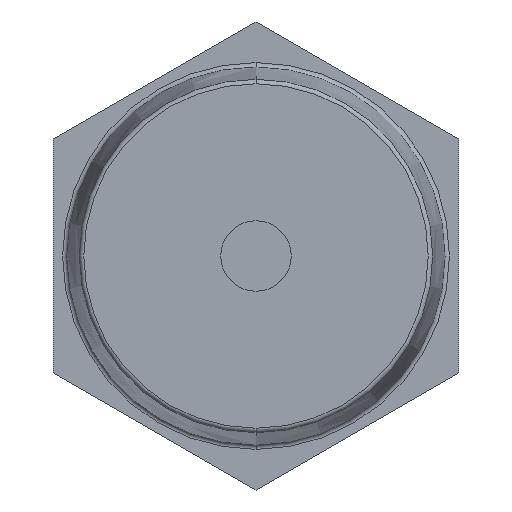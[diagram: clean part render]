
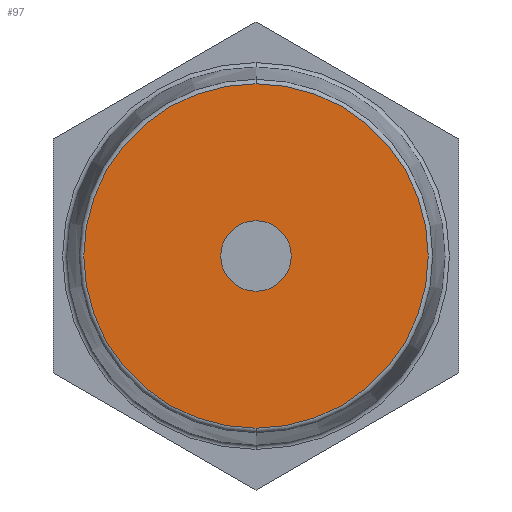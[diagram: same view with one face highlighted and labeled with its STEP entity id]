
A CAD part, front view. The second image highlights one B-rep face of the part: STEP entity #97.
In plain terms, the highlighted planar face has unit normal (0, -1, 0).
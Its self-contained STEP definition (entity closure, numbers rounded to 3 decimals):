
#97=ADVANCED_FACE('',(#151,#152),#153,.F.);
#151=FACE_OUTER_BOUND('',#211,.T.);
#152=FACE_BOUND('',#212,.T.);
#153=PLANE('',#213);
#211=EDGE_LOOP('',(#382,#383));
#212=EDGE_LOOP('',(#384,#385));
#213=AXIS2_PLACEMENT_3D('',#386,#387,#388);
#382=ORIENTED_EDGE('',*,*,#480,.T.);
#383=ORIENTED_EDGE('',*,*,#428,.T.);
#384=ORIENTED_EDGE('',*,*,#479,.T.);
#385=ORIENTED_EDGE('',*,*,#443,.T.);
#386=CARTESIAN_POINT('',(20.0,-20.0,0.0));
#387=DIRECTION('',(0.0,1.0,0.0));
#388=DIRECTION('',(1.0,0.0,-0.0));
#428=EDGE_CURVE('',#490,#491,#492,.T.);
#443=EDGE_CURVE('',#517,#518,#519,.T.);
#479=EDGE_CURVE('',#518,#517,#573,.T.);
#480=EDGE_CURVE('',#491,#490,#574,.T.);
#490=VERTEX_POINT('',#584);
#491=VERTEX_POINT('',#585);
#492=CIRCLE('',#586,19.551);
#517=VERTEX_POINT('',#613);
#518=VERTEX_POINT('',#614);
#519=CIRCLE('',#615,4.0);
#573=CIRCLE('',#693,4.0);
#574=CIRCLE('',#694,19.551);
#584=CARTESIAN_POINT('',(0.,-20.0,-19.551));
#585=CARTESIAN_POINT('',(0.,-20.0,19.551));
#586=AXIS2_PLACEMENT_3D('',#708,#709,#710);
#613=CARTESIAN_POINT('',(0.,-20.0,-4.0));
#614=CARTESIAN_POINT('',(0.,-20.0,4.0));
#615=AXIS2_PLACEMENT_3D('',#749,#750,#751);
#693=AXIS2_PLACEMENT_3D('',#809,#810,#811);
#694=AXIS2_PLACEMENT_3D('',#812,#813,#814);
#708=CARTESIAN_POINT('',(0.,-20.0,0.0));
#709=DIRECTION('',(0.0,-1.0,0.0));
#710=DIRECTION('',(0.0,0.0,1.0));
#749=CARTESIAN_POINT('',(0.,-20.0,0.0));
#750=DIRECTION('',(-0.0,1.0,0.0));
#751=DIRECTION('',(0.0,0.0,1.0));
#809=CARTESIAN_POINT('',(0.,-20.0,0.0));
#810=DIRECTION('',(-0.0,1.0,0.0));
#811=DIRECTION('',(0.0,0.0,1.0));
#812=CARTESIAN_POINT('',(0.,-20.0,0.0));
#813=DIRECTION('',(0.0,-1.0,0.0));
#814=DIRECTION('',(0.0,0.0,1.0));
